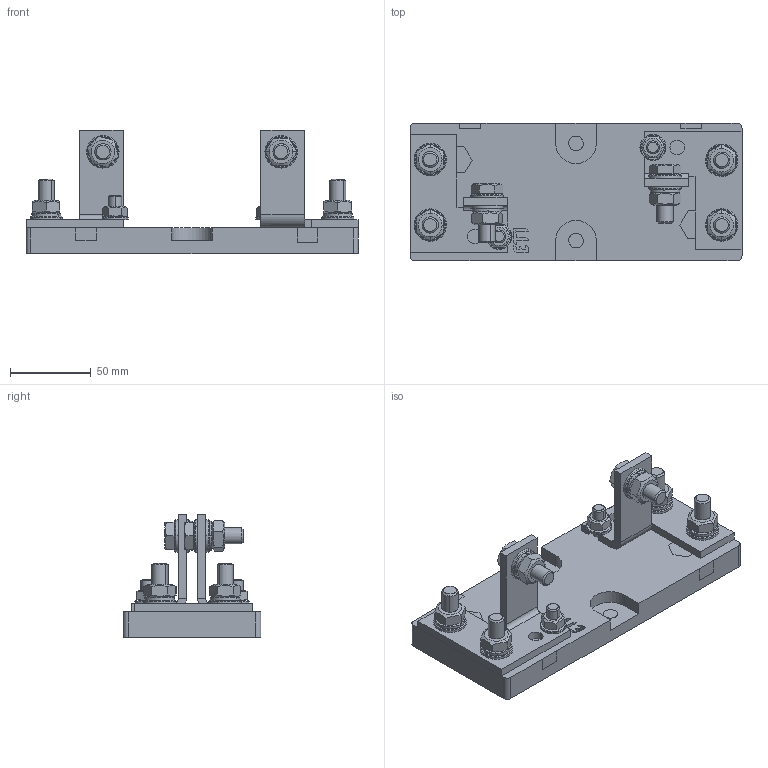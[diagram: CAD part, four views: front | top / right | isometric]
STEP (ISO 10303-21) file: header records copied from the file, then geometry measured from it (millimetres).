
FILE_DESCRIPTION((''),'2;1');
FILE_NAME('US1_3-1_80-110_004349006','2020-05-05T',('marketing.praksa'),('Audax d.o.o.'),'CREO PARAMETRIC BY PTC INC, 2017480','CREO PARAMETRIC BY PTC INC, 2017480','');
FILE_SCHEMA(('AUTOMOTIVE_DESIGN { 1 0 10303 214 1 1 1 1 }'));
Length unit declared in the file: millimetre
Products named in the file (1): US1_3-1_80-110_004349006
Bounding box: 205 x 85 x 76 mm (x, y, z)
Surface area: 77274.5 mm2 (no closed solid volume)
Topology: 0 solids, 37 shells, 348 faces, 960 edges, 662 vertices
Faces by surface type: plane 184, cylinder 92, cone 72
Entity records: 16427 total; most frequent: CARTESIAN_POINT 4488, DIRECTION 1709, ORIENTED_EDGE 1704, PRESENTATION_STYLE_ASSIGNMENT 1000, STYLED_ITEM 997, CURVE_STYLE 960, EDGE_CURVE 960, VERTEX_POINT 662
